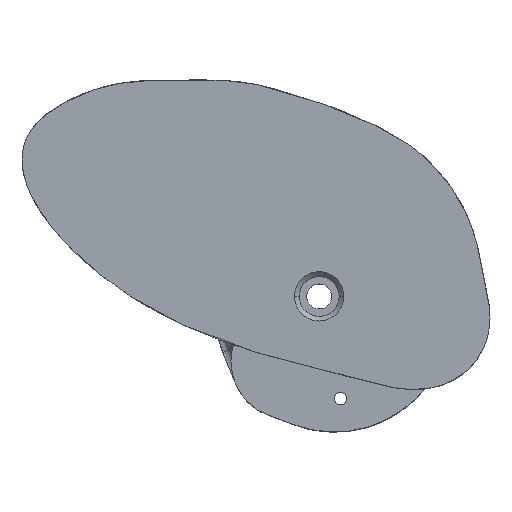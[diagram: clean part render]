
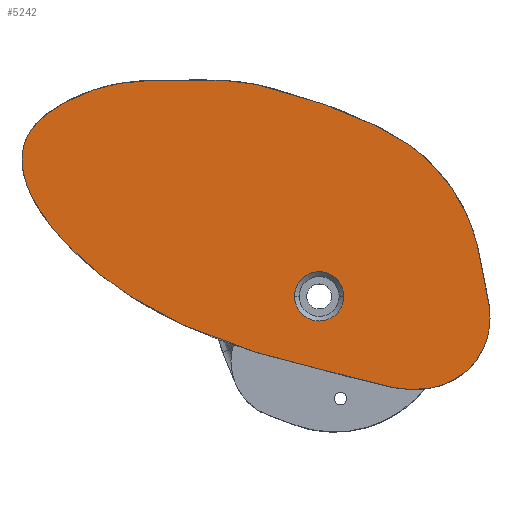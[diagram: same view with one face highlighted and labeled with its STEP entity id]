
A CAD part, top view. The second image highlights one B-rep face of the part: STEP entity #5242.
In plain terms, the highlighted planar face has unit normal (0, 0, 1).
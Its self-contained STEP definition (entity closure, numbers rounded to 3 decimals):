
#392 = DIRECTION ( 'NONE',  ( 1., 0., 0. ) ) ;
#555 = CARTESIAN_POINT ( 'NONE',  ( -16.343, -22.721, 6.35 ) ) ;
#631 = CARTESIAN_POINT ( 'NONE',  ( 6.093, 9.907, 6.35 ) ) ;
#1095 = CARTESIAN_POINT ( 'NONE',  ( 30.033, 0., 6.35 ) ) ;
#1275 = AXIS2_PLACEMENT_3D ( 'NONE', #14651, #4134, #14405 ) ;
#1754 = CARTESIAN_POINT ( 'NONE',  ( -25.34, -8.07, 6.35 ) ) ;
#1879 = ORIENTED_EDGE ( 'NONE', *, *, #3007, .T. ) ;
#2200 = EDGE_LOOP ( 'NONE', ( #4344, #16724 ) ) ;
#2288 = CARTESIAN_POINT ( 'NONE',  ( -8.946, -27.235, 6.35 ) ) ;
#2414 = VERTEX_POINT ( 'NONE', #7113 ) ;
#2873 = CARTESIAN_POINT ( 'NONE',  ( -19.673, -19.474, 6.35 ) ) ;
#3007 = EDGE_CURVE ( 'NONE', #2414, #4170, #13196, .T. ) ;
#3036 = CARTESIAN_POINT ( 'NONE',  ( 1.17, 11.238, 6.35 ) ) ;
#3911 = CARTESIAN_POINT ( 'NONE',  ( 40.674, -6.922, 6.35 ) ) ;
#4134 = DIRECTION ( 'NONE',  ( 0., 0., -1. ) ) ;
#4170 = VERTEX_POINT ( 'NONE', #6384 ) ;
#4344 = ORIENTED_EDGE ( 'NONE', *, *, #8287, .T. ) ;
#4372 = EDGE_CURVE ( 'NONE', #4170, #2414, #6071, .T. ) ;
#4407 = CARTESIAN_POINT ( 'NONE',  ( 24.481, 3.612, 6.35 ) ) ;
#4826 = VERTEX_POINT ( 'NONE', #13001 ) ;
#5242 = ADVANCED_FACE ( 'NONE', ( #5530, #13569 ), #6976, .T. ) ;
#5323 = ORIENTED_EDGE ( 'NONE', *, *, #4372, .T. ) ;
#5400 = CARTESIAN_POINT ( 'NONE',  ( 3.925, 0., 6.35 ) ) ;
#5530 = FACE_BOUND ( 'NONE', #2200, .T. ) ;
#5952 = VERTEX_POINT ( 'NONE', #5400 ) ;
#6071 = B_SPLINE_CURVE_WITH_KNOTS ( 'NONE', 3,
 ( #6973, #4407, #12041, #7138, #631, #9618, #3036, #7057, #9369, #8257, #13565, #13655, #12120, #15946, #12292, #1754, #13405, #2873, #555, #11017 ),
 .UNSPECIFIED., .F., .F.,
 ( 4, 1, 1, 1, 1, 1, 1, 1, 1, 1, 1, 1, 1, 1, 1, 1, 1, 4 ),
 ( 0., 0.094, 0.117, 0.133, 0.148, 0.156, 0.172, 0.187, 0.211, 0.242, 0.273, 0.313, 0.344, 0.367, 0.398, 0.43, 0.461, 0.5 ),
 .UNSPECIFIED. ) ;
#6384 = CARTESIAN_POINT ( 'NONE',  ( 30.033, 0., 6.35 ) ) ;
#6499 = CIRCLE ( 'NONE', #14433, 3.925 ) ;
#6973 = CARTESIAN_POINT ( 'NONE',  ( 30.033, 0., 6.35 ) ) ;
#6976 = PLANE ( 'NONE',  #7215 ) ;
#7057 = CARTESIAN_POINT ( 'NONE',  ( -1.298, 11.881, 6.35 ) ) ;
#7113 = CARTESIAN_POINT ( 'NONE',  ( -14.256, -24.179, 6.35 ) ) ;
#7138 = CARTESIAN_POINT ( 'NONE',  ( 9.589, 9.131, 6.35 ) ) ;
#7215 = AXIS2_PLACEMENT_3D ( 'NONE', #9621, #12212, #392 ) ;
#7685 = CARTESIAN_POINT ( 'NONE',  ( 12.646, -34.643, 6.35 ) ) ;
#7851 = CARTESIAN_POINT ( 'NONE',  ( 4.439, -32.309, 6.35 ) ) ;
#8257 = CARTESIAN_POINT ( 'NONE',  ( -9.17, 13.985, 6.35 ) ) ;
#8287 = EDGE_CURVE ( 'NONE', #5952, #4826, #15200, .T. ) ;
#8967 = CARTESIAN_POINT ( 'NONE',  ( 56.072, -23.618, 6.35 ) ) ;
#9369 = CARTESIAN_POINT ( 'NONE',  ( -4.76, 12.786, 6.35 ) ) ;
#9618 = CARTESIAN_POINT ( 'NONE',  ( 3.634, 10.582, 6.35 ) ) ;
#9621 = CARTESIAN_POINT ( 'NONE',  ( 0., 0., 6.35 ) ) ;
#10810 = EDGE_CURVE ( 'NONE', #4826, #5952, #6499, .T. ) ;
#11017 = CARTESIAN_POINT ( 'NONE',  ( -14.256, -24.179, 6.35 ) ) ;
#11876 = CARTESIAN_POINT ( 'NONE',  ( 23.433, -34.302, 6.35 ) ) ;
#12041 = CARTESIAN_POINT ( 'NONE',  ( 17.808, 6.267, 6.35 ) ) ;
#12120 = CARTESIAN_POINT ( 'NONE',  ( -26.551, 9.162, 6.35 ) ) ;
#12212 = DIRECTION ( 'NONE',  ( 0., 0., 1. ) ) ;
#12292 = CARTESIAN_POINT ( 'NONE',  ( -26.216, -2.538, 6.35 ) ) ;
#12826 = CARTESIAN_POINT ( 'NONE',  ( 33.5, -34.61, 6.35 ) ) ;
#13001 = CARTESIAN_POINT ( 'NONE',  ( -3.925, 0., 6.35 ) ) ;
#13196 = B_SPLINE_CURVE_WITH_KNOTS ( 'NONE', 3,
 ( #14018, #15039, #2288, #16470, #7851, #7685, #11876, #12826, #8967, #3911, #1095 ),
 .UNSPECIFIED., .F., .F.,
 ( 4, 1, 1, 1, 1, 1, 1, 1, 4 ),
 ( 0.5, 0.531, 0.563, 0.602, 0.648, 0.695, 0.758, 0.82, 1. ),
 .UNSPECIFIED. ) ;
#13405 = CARTESIAN_POINT ( 'NONE',  ( -23.331, -13.916, 6.35 ) ) ;
#13565 = CARTESIAN_POINT ( 'NONE',  ( -14.719, 15.175, 6.35 ) ) ;
#13569 = FACE_OUTER_BOUND ( 'NONE', #16447, .T. ) ;
#13655 = CARTESIAN_POINT ( 'NONE',  ( -21.408, 14.114, 6.35 ) ) ;
#14018 = CARTESIAN_POINT ( 'NONE',  ( -14.256, -24.179, 6.35 ) ) ;
#14405 = DIRECTION ( 'NONE',  ( 1., 0., 0. ) ) ;
#14433 = AXIS2_PLACEMENT_3D ( 'NONE', #16690, #15577, #16856 ) ;
#14651 = CARTESIAN_POINT ( 'NONE',  ( 0., 0., 6.35 ) ) ;
#15039 = CARTESIAN_POINT ( 'NONE',  ( -12.587, -25.345, 6.35 ) ) ;
#15200 = CIRCLE ( 'NONE', #1275, 3.925 ) ;
#15577 = DIRECTION ( 'NONE',  ( 0., 0., -1. ) ) ;
#15946 = CARTESIAN_POINT ( 'NONE',  ( -27.516, 2.932, 6.35 ) ) ;
#16447 = EDGE_LOOP ( 'NONE', ( #5323, #1879 ) ) ;
#16470 = CARTESIAN_POINT ( 'NONE',  ( -2.914, -29.94, 6.35 ) ) ;
#16690 = CARTESIAN_POINT ( 'NONE',  ( 0., 0., 6.35 ) ) ;
#16724 = ORIENTED_EDGE ( 'NONE', *, *, #10810, .T. ) ;
#16856 = DIRECTION ( 'NONE',  ( 1., 0., 0. ) ) ;
